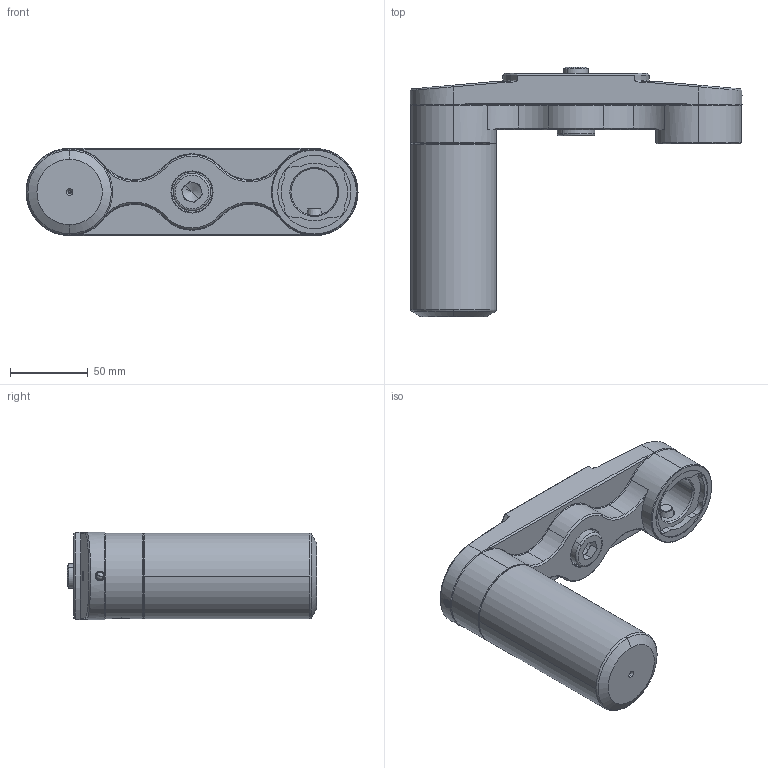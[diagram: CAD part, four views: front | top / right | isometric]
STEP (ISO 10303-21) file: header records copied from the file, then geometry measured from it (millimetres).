
FILE_DESCRIPTION (( 'STEP AP203' ), '1' );
FILE_NAME ('222.550.207.STEP', '2021-02-17T06:21:17', ( '' ), ( '' ), 'SwSTEP 2.0', 'SolidWorks 2017', '' );
FILE_SCHEMA (( 'CONFIG_CONTROL_DESIGN' ));
Length unit declared in the file: millimetre
Products named in the file (6): KVT_MB_600_060; MB5-ER1.001.017_A; CWF-MB5.Ko1.105_A; DIN 7984 - M16 x 35; KoU-D32.MB5.207_D_KoU-D32.WN4.147; 222.550.207
Assembly tree (9 placements, depth 2):
  222.550.207
    KoU-D32.MB5.207_D_KoU-D32.WN4.147
    DIN 7984 - M16 x 35
    CWF-MB5.Ko1.105_A
    MB5-ER1.001.017_A  x2
    KVT_MB_600_060  x4
Bounding box: 213 x 160 x 56 mm (x, y, z)
Volume: 537268.1 mm3; surface area: 91870.7 mm2
Topology: 13 solids, 13 shells, 515 faces, 1222 edges, 713 vertices
Faces by surface type: cone 201, cylinder 134, plane 119, torus 51, sphere 8, bspline 2
Entity records: 13870 total; most frequent: CARTESIAN_POINT 4087, DIRECTION 1981, ORIENTED_EDGE 1872, EDGE_CURVE 936, AXIS2_PLACEMENT_3D 802, VERTEX_POINT 565, EDGE_LOOP 415, CIRCLE 403
